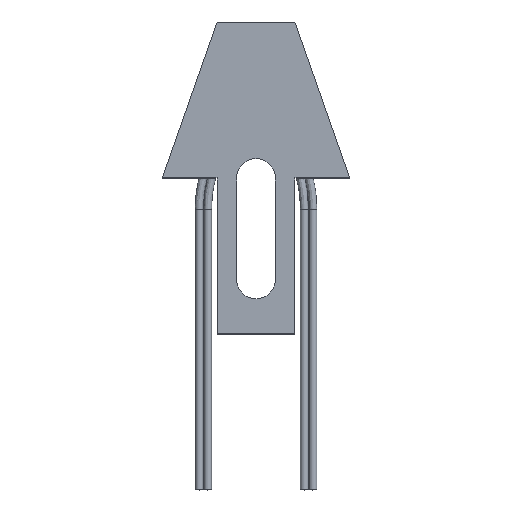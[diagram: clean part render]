
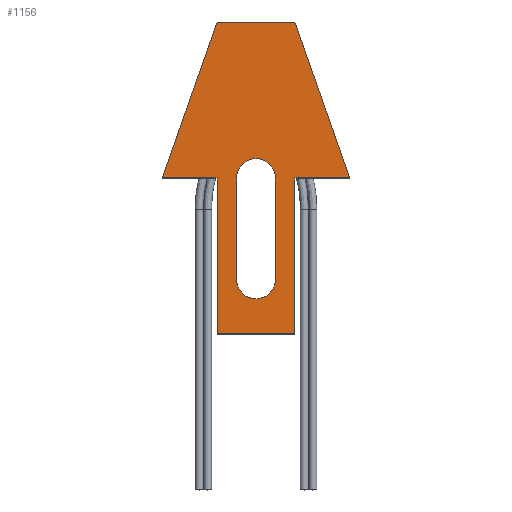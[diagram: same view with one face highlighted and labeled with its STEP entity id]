
A CAD part, top view. The second image highlights one B-rep face of the part: STEP entity #1156.
In plain terms, the highlighted planar face has unit normal (0, 0, 1).
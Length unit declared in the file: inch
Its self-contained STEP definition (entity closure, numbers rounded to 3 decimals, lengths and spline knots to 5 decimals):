
#15 = AXIS2_PLACEMENT_3D ( 'NONE', #918, #743, #578 ) ;
#43 = VERTEX_POINT ( 'NONE', #1176 ) ;
#44 = CARTESIAN_POINT ( 'NONE',  ( -0.125, 0.5, 0.05 ) ) ;
#48 = LINE ( 'NONE', #1523, #1089 ) ;
#72 = LINE ( 'NONE', #1548, #1611 ) ;
#84 = DIRECTION ( 'NONE',  ( 1., 0., 0. ) ) ;
#104 = VERTEX_POINT ( 'NONE', #1493 ) ;
#124 = EDGE_CURVE ( 'NONE', #1384, #1146, #788, .T. ) ;
#131 = ORIENTED_EDGE ( 'NONE', *, *, #1375, .T. ) ;
#142 = EDGE_CURVE ( 'NONE', #1571, #43, #1284, .T. ) ;
#149 = CARTESIAN_POINT ( 'NONE',  ( 0., -0.325, 0.05 ) ) ;
#163 = VECTOR ( 'NONE', #872, 39.37008 ) ;
#197 = DIRECTION ( 'NONE',  ( 0., 1., 0. ) ) ;
#200 = VECTOR ( 'NONE', #452, 39.37008 ) ;
#206 = LINE ( 'NONE', #44, #1600 ) ;
#209 = CARTESIAN_POINT ( 'NONE',  ( -0.062, -0.325, 0.05 ) ) ;
#213 = FACE_OUTER_BOUND ( 'NONE', #1629, .T. ) ;
#218 = DIRECTION ( 'NONE',  ( -0.33, 0.944, 0. ) ) ;
#226 = EDGE_CURVE ( 'NONE', #655, #104, #659, .T. ) ;
#237 = EDGE_CURVE ( 'NONE', #43, #655, #1205, .T. ) ;
#242 = EDGE_CURVE ( 'NONE', #1118, #957, #538, .T. ) ;
#253 = CARTESIAN_POINT ( 'NONE',  ( 0.125, 0., 0.05 ) ) ;
#261 = ORIENTED_EDGE ( 'NONE', *, *, #142, .F. ) ;
#262 = EDGE_CURVE ( 'NONE', #1146, #498, #48, .T. ) ;
#275 = CARTESIAN_POINT ( 'NONE',  ( 0.125, 0., 0.05 ) ) ;
#312 = DIRECTION ( 'NONE',  ( 1., 0., 0. ) ) ;
#325 = CARTESIAN_POINT ( 'NONE',  ( -0.3, 0., 0.05 ) ) ;
#327 = DIRECTION ( 'NONE',  ( 1., 0., 0. ) ) ;
#342 = ORIENTED_EDGE ( 'NONE', *, *, #124, .T. ) ;
#360 = CARTESIAN_POINT ( 'NONE',  ( 0.125, 0.5, 0.05 ) ) ;
#362 = CARTESIAN_POINT ( 'NONE',  ( 0.125, -0.5, 0.05 ) ) ;
#363 = ORIENTED_EDGE ( 'NONE', *, *, #242, .T. ) ;
#382 = EDGE_CURVE ( 'NONE', #498, #667, #888, .T. ) ;
#389 = CARTESIAN_POINT ( 'NONE',  ( 0.3, 0., 0.05 ) ) ;
#424 = LINE ( 'NONE', #253, #673 ) ;
#432 = AXIS2_PLACEMENT_3D ( 'NONE', #666, #497, #327 ) ;
#452 = DIRECTION ( 'NONE',  ( -0.33, -0.944, 0. ) ) ;
#480 = CARTESIAN_POINT ( 'NONE',  ( 0.125, -0.5, 0.05 ) ) ;
#497 = DIRECTION ( 'NONE',  ( 0., 0., 1. ) ) ;
#498 = VERTEX_POINT ( 'NONE', #819 ) ;
#514 = CARTESIAN_POINT ( 'NONE',  ( 0.3, 0., 0.05 ) ) ;
#537 = CARTESIAN_POINT ( 'NONE',  ( -0.125, -0.5, 0.05 ) ) ;
#538 = LINE ( 'NONE', #362, #803 ) ;
#549 = ORIENTED_EDGE ( 'NONE', *, *, #262, .T. ) ;
#556 = ORIENTED_EDGE ( 'NONE', *, *, #226, .F. ) ;
#561 = LINE ( 'NONE', #389, #1522 ) ;
#578 = DIRECTION ( 'NONE',  ( -1., 0., 0. ) ) ;
#595 = ORIENTED_EDGE ( 'NONE', *, *, #1123, .T. ) ;
#599 = FACE_BOUND ( 'NONE', #999, .T. ) ;
#614 = CARTESIAN_POINT ( 'NONE',  ( -0.3, 0., 0.05 ) ) ;
#648 = EDGE_CURVE ( 'NONE', #104, #1571, #72, .T. ) ;
#650 = LINE ( 'NONE', #480, #1627 ) ;
#655 = VERTEX_POINT ( 'NONE', #701 ) ;
#659 = CIRCLE ( 'NONE', #15, 0.062 ) ;
#666 = CARTESIAN_POINT ( 'NONE',  ( 0., 0., 0.05 ) ) ;
#667 = VERTEX_POINT ( 'NONE', #537 ) ;
#673 = VECTOR ( 'NONE', #84, 39.37008 ) ;
#676 = ORIENTED_EDGE ( 'NONE', *, *, #382, .T. ) ;
#679 = VECTOR ( 'NONE', #938, 39.37008 ) ;
#685 = VERTEX_POINT ( 'NONE', #360 ) ;
#701 = CARTESIAN_POINT ( 'NONE',  ( 0.062, 0., 0.05 ) ) ;
#715 = CARTESIAN_POINT ( 'NONE',  ( -0.125, -0.5, 0.05 ) ) ;
#743 = DIRECTION ( 'NONE',  ( 0., 0., 1. ) ) ;
#788 = LINE ( 'NONE', #614, #200 ) ;
#803 = VECTOR ( 'NONE', #197, 39.37008 ) ;
#819 = CARTESIAN_POINT ( 'NONE',  ( -0.125, 0., 0.05 ) ) ;
#872 = DIRECTION ( 'NONE',  ( 0., 1., 0. ) ) ;
#888 = LINE ( 'NONE', #715, #679 ) ;
#899 = EDGE_CURVE ( 'NONE', #667, #1118, #650, .T. ) ;
#918 = CARTESIAN_POINT ( 'NONE',  ( 0., 0., 0.05 ) ) ;
#938 = DIRECTION ( 'NONE',  ( 0., -1., 0. ) ) ;
#943 = ORIENTED_EDGE ( 'NONE', *, *, #1025, .T. ) ;
#957 = VERTEX_POINT ( 'NONE', #275 ) ;
#999 = EDGE_LOOP ( 'NONE', ( #1454, #556, #1551, #261 ) ) ;
#1012 = CARTESIAN_POINT ( 'NONE',  ( -0.125, 0.5, 0.05 ) ) ;
#1025 = EDGE_CURVE ( 'NONE', #685, #1384, #206, .T. ) ;
#1039 = CARTESIAN_POINT ( 'NONE',  ( 0.062, 0., 0.05 ) ) ;
#1082 = VERTEX_POINT ( 'NONE', #514 ) ;
#1089 = VECTOR ( 'NONE', #1344, 39.37008 ) ;
#1118 = VERTEX_POINT ( 'NONE', #1400 ) ;
#1123 = EDGE_CURVE ( 'NONE', #1082, #685, #561, .T. ) ;
#1146 = VERTEX_POINT ( 'NONE', #325 ) ;
#1156 = ADVANCED_FACE ( 'NONE', ( #213, #599 ), #1330, .T. ) ;
#1176 = CARTESIAN_POINT ( 'NONE',  ( 0.062, -0.325, 0.05 ) ) ;
#1205 = LINE ( 'NONE', #1039, #163 ) ;
#1284 = CIRCLE ( 'NONE', #1482, 0.062 ) ;
#1330 = PLANE ( 'NONE',  #432 ) ;
#1344 = DIRECTION ( 'NONE',  ( 1., 0., 0. ) ) ;
#1371 = DIRECTION ( 'NONE',  ( 0., -1., 0. ) ) ;
#1375 = EDGE_CURVE ( 'NONE', #957, #1082, #424, .T. ) ;
#1384 = VERTEX_POINT ( 'NONE', #1012 ) ;
#1400 = CARTESIAN_POINT ( 'NONE',  ( 0.125, -0.5, 0.05 ) ) ;
#1454 = ORIENTED_EDGE ( 'NONE', *, *, #648, .F. ) ;
#1458 = DIRECTION ( 'NONE',  ( 1., 0., 0. ) ) ;
#1482 = AXIS2_PLACEMENT_3D ( 'NONE', #149, #1628, #1458 ) ;
#1493 = CARTESIAN_POINT ( 'NONE',  ( -0.062, 0., 0.05 ) ) ;
#1516 = DIRECTION ( 'NONE',  ( -1., 0., 0. ) ) ;
#1522 = VECTOR ( 'NONE', #218, 39.37008 ) ;
#1523 = CARTESIAN_POINT ( 'NONE',  ( -0.125, 0., 0.05 ) ) ;
#1529 = ORIENTED_EDGE ( 'NONE', *, *, #899, .T. ) ;
#1548 = CARTESIAN_POINT ( 'NONE',  ( -0.062, 0., 0.05 ) ) ;
#1551 = ORIENTED_EDGE ( 'NONE', *, *, #237, .F. ) ;
#1571 = VERTEX_POINT ( 'NONE', #209 ) ;
#1600 = VECTOR ( 'NONE', #1516, 39.37008 ) ;
#1611 = VECTOR ( 'NONE', #1371, 39.37008 ) ;
#1627 = VECTOR ( 'NONE', #312, 39.37008 ) ;
#1628 = DIRECTION ( 'NONE',  ( 0., 0., 1. ) ) ;
#1629 = EDGE_LOOP ( 'NONE', ( #131, #595, #943, #342, #549, #676, #1529, #363 ) ) ;
